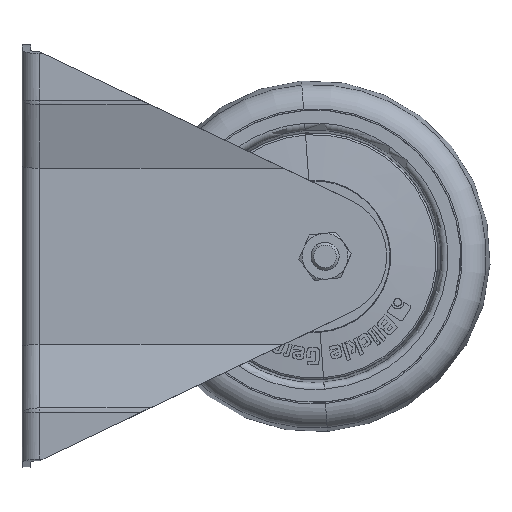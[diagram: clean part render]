
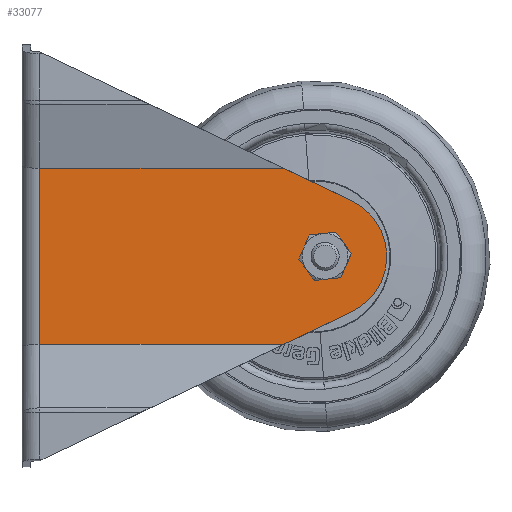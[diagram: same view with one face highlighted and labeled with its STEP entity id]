
A CAD part, left-side view. The second image highlights one B-rep face of the part: STEP entity #33077.
In plain terms, the highlighted face is planar.
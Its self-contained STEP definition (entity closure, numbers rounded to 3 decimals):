
#170 = CARTESIAN_POINT ( 'NONE',  ( 15.798, -21., 93.528 ) ) ;
#3007 = CARTESIAN_POINT ( 'NONE',  ( 0., -21., 90.25 ) ) ;
#5334 = DIRECTION ( 'NONE',  ( 0., 0., -1. ) ) ;
#6965 = AXIS2_PLACEMENT_3D ( 'NONE', #10413, #76176, #32463 ) ;
#7150 = DIRECTION ( 'NONE',  ( 0., -1., 0. ) ) ;
#7174 = CARTESIAN_POINT ( 'NONE',  ( -25., -21., 5. ) ) ;
#7310 = EDGE_CURVE ( 'NONE', #64646, #65598, #71362, .T. ) ;
#8124 = CARTESIAN_POINT ( 'NONE',  ( -1.289, -21., 129.386 ) ) ;
#8164 = CIRCLE ( 'NONE', #21261, 4.25 ) ;
#8278 = ORIENTED_EDGE ( 'NONE', *, *, #77886, .F. ) ;
#8393 = ORIENTED_EDGE ( 'NONE', *, *, #40347, .T. ) ;
#8885 = ORIENTED_EDGE ( 'NONE', *, *, #25114, .T. ) ;
#10413 = CARTESIAN_POINT ( 'NONE',  ( 0., -21., 130. ) ) ;
#12831 = LINE ( 'NONE', #61864, #51718 ) ;
#12856 = LINE ( 'NONE', #8124, #85905 ) ;
#13063 = VECTOR ( 'NONE', #78943, 1000. ) ;
#14230 = LINE ( 'NONE', #42099, #89530 ) ;
#18353 = FACE_BOUND ( 'NONE', #79643, .T. ) ;
#20094 = AXIS2_PLACEMENT_3D ( 'NONE', #64309, #20573, #71646 ) ;
#20573 = DIRECTION ( 'NONE',  ( 0., -1., 0. ) ) ;
#20605 = CARTESIAN_POINT ( 'NONE',  ( 25., -21., 5. ) ) ;
#20701 = EDGE_CURVE ( 'NONE', #37225, #43576, #12856, .T. ) ;
#21261 = AXIS2_PLACEMENT_3D ( 'NONE', #86868, #43240, #94174 ) ;
#25093 = PLANE ( 'NONE',  #6965 ) ;
#25114 = EDGE_CURVE ( 'NONE', #43576, #57757, #28406, .T. ) ;
#28406 = CIRCLE ( 'NONE', #54622, 17.5 ) ;
#28641 = CIRCLE ( 'NONE', #20094, 4.25 ) ;
#29798 = VERTEX_POINT ( 'NONE', #3007 ) ;
#30628 = DIRECTION ( 'NONE',  ( 0., 0., -1. ) ) ;
#30925 = EDGE_CURVE ( 'NONE', #89434, #57757, #14230, .T. ) ;
#31782 = CARTESIAN_POINT ( 'NONE',  ( -15.798, -21., 93.528 ) ) ;
#32463 = DIRECTION ( 'NONE',  ( 1., 0., 0. ) ) ;
#33077 = ADVANCED_FACE ( 'NONE', ( #18353, #74346 ), #25093, .T. ) ;
#33845 = EDGE_LOOP ( 'NONE', ( #36457, #8885, #70109, #8393, #36433, #8278 ) ) ;
#35801 = ORIENTED_EDGE ( 'NONE', *, *, #90086, .F. ) ;
#36433 = ORIENTED_EDGE ( 'NONE', *, *, #7310, .T. ) ;
#36457 = ORIENTED_EDGE ( 'NONE', *, *, #20701, .T. ) ;
#37225 = VERTEX_POINT ( 'NONE', #58915 ) ;
#40347 = EDGE_CURVE ( 'NONE', #89434, #64646, #12831, .T. ) ;
#42099 = CARTESIAN_POINT ( 'NONE',  ( 1.289, -21., 129.386 ) ) ;
#42393 = CARTESIAN_POINT ( 'NONE',  ( 25., -21., 130. ) ) ;
#43240 = DIRECTION ( 'NONE',  ( 0., -1., 0. ) ) ;
#43576 = VERTEX_POINT ( 'NONE', #170 ) ;
#45393 = ORIENTED_EDGE ( 'NONE', *, *, #91357, .F. ) ;
#50913 = CARTESIAN_POINT ( 'NONE',  ( 0., -21., 86. ) ) ;
#51718 = VECTOR ( 'NONE', #30628, 1000. ) ;
#54622 = AXIS2_PLACEMENT_3D ( 'NONE', #50913, #7150, #58286 ) ;
#55539 = LINE ( 'NONE', #42393, #94274 ) ;
#55799 = CARTESIAN_POINT ( 'NONE',  ( -25., -21., 74.217 ) ) ;
#57757 = VERTEX_POINT ( 'NONE', #31782 ) ;
#58286 = DIRECTION ( 'NONE',  ( 1., 0., 0. ) ) ;
#58915 = CARTESIAN_POINT ( 'NONE',  ( 25., -21., 74.217 ) ) ;
#61350 = VERTEX_POINT ( 'NONE', #83641 ) ;
#61864 = CARTESIAN_POINT ( 'NONE',  ( -25., -21., 130. ) ) ;
#64072 = DIRECTION ( 'NONE',  ( 0.43, 0., 0.903 ) ) ;
#64309 = CARTESIAN_POINT ( 'NONE',  ( 0., -21., 86. ) ) ;
#64646 = VERTEX_POINT ( 'NONE', #7174 ) ;
#65598 = VERTEX_POINT ( 'NONE', #86188 ) ;
#70109 = ORIENTED_EDGE ( 'NONE', *, *, #30925, .F. ) ;
#71362 = LINE ( 'NONE', #20605, #13063 ) ;
#71646 = DIRECTION ( 'NONE',  ( 1., 0., 0. ) ) ;
#74346 = FACE_OUTER_BOUND ( 'NONE', #33845, .T. ) ;
#76176 = DIRECTION ( 'NONE',  ( 0., -1., 0. ) ) ;
#77886 = EDGE_CURVE ( 'NONE', #37225, #65598, #55539, .T. ) ;
#78943 = DIRECTION ( 'NONE',  ( 1., 0., 0. ) ) ;
#79643 = EDGE_LOOP ( 'NONE', ( #45393, #35801 ) ) ;
#83641 = CARTESIAN_POINT ( 'NONE',  ( 0., -21., 81.75 ) ) ;
#85905 = VECTOR ( 'NONE', #88455, 1000. ) ;
#86188 = CARTESIAN_POINT ( 'NONE',  ( 25., -21., 5. ) ) ;
#86868 = CARTESIAN_POINT ( 'NONE',  ( 0., -21., 86. ) ) ;
#88455 = DIRECTION ( 'NONE',  ( -0.43, 0., 0.903 ) ) ;
#89434 = VERTEX_POINT ( 'NONE', #55799 ) ;
#89530 = VECTOR ( 'NONE', #64072, 1000. ) ;
#90086 = EDGE_CURVE ( 'NONE', #61350, #29798, #8164, .T. ) ;
#91357 = EDGE_CURVE ( 'NONE', #29798, #61350, #28641, .T. ) ;
#94174 = DIRECTION ( 'NONE',  ( 1., 0., 0. ) ) ;
#94274 = VECTOR ( 'NONE', #5334, 1000. ) ;
